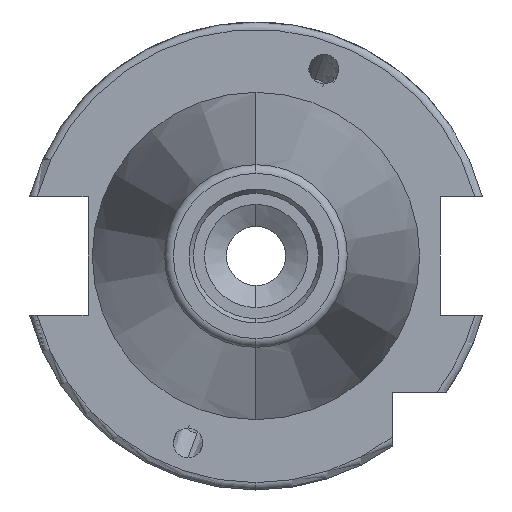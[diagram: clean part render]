
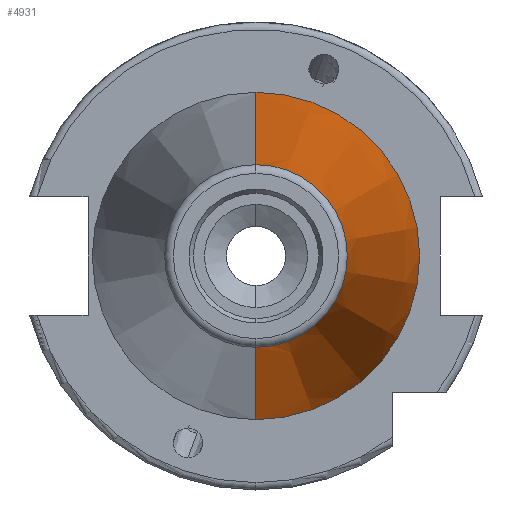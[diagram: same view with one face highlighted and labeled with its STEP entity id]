
A CAD part, left-side view. The second image highlights one B-rep face of the part: STEP entity #4931.
In plain terms, the highlighted conical face has half-angle 8.297 degrees and reference radius 22.225 mm.
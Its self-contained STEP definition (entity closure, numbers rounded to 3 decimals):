
#751 = DIRECTION ( 'NONE',  ( 0.99, 0., -0.144 ) ) ;
#752 = VECTOR ( 'NONE', #751, 1000. ) ;
#753 = CARTESIAN_POINT ( 'NONE',  ( 0., 0., -22.225 ) ) ;
#764 = LINE ( 'NONE', #753, #752 ) ;
#836 = DIRECTION ( 'NONE',  ( 0.99, 0., 0.144 ) ) ;
#837 = VECTOR ( 'NONE', #836, 1000. ) ;
#838 = CARTESIAN_POINT ( 'NONE',  ( 0., 0., 22.225 ) ) ;
#839 = LINE ( 'NONE', #838, #837 ) ;
#1133 = CARTESIAN_POINT ( 'NONE',  ( -67.373, 0., 12.4 ) ) ;
#1138 = CARTESIAN_POINT ( 'NONE',  ( -67.373, 0., -12.4 ) ) ;
#1169 = VERTEX_POINT ( 'NONE', #1138 ) ;
#1170 = VERTEX_POINT ( 'NONE', #1133 ) ;
#1185 = EDGE_CURVE ( 'NONE', #1169, #1170, #2092, .T. ) ;
#1353 = CARTESIAN_POINT ( 'NONE',  ( 0., 0., 22.225 ) ) ;
#2068 = AXIS2_PLACEMENT_3D ( 'NONE', #2104, #2076, #2089 ) ;
#2076 = DIRECTION ( 'NONE',  ( -1., 0., 0. ) ) ;
#2089 = DIRECTION ( 'NONE',  ( 0., 0., -1. ) ) ;
#2092 = CIRCLE ( 'NONE', #2068, 12.4 ) ;
#2104 = CARTESIAN_POINT ( 'NONE',  ( -67.373, 0., 0. ) ) ;
#2908 = AXIS2_PLACEMENT_3D ( 'NONE', #2910, #2924, #2917 ) ;
#2909 = FACE_OUTER_BOUND ( 'NONE', #4912, .T. ) ;
#2910 = CARTESIAN_POINT ( 'NONE',  ( 0., 0., 0. ) ) ;
#2913 = CONICAL_SURFACE ( 'NONE', #2908, 22.225, 0.145 ) ;
#2917 = DIRECTION ( 'NONE',  ( 0., 0., 1. ) ) ;
#2924 = DIRECTION ( 'NONE',  ( 1., 0., 0. ) ) ;
#2936 = CARTESIAN_POINT ( 'NONE',  ( 0., 0., -22.225 ) ) ;
#2939 = DIRECTION ( 'NONE',  ( 0., 0., -1. ) ) ;
#2940 = DIRECTION ( 'NONE',  ( -1., 0., 0. ) ) ;
#2941 = CARTESIAN_POINT ( 'NONE',  ( 0., 0., 0. ) ) ;
#2942 = AXIS2_PLACEMENT_3D ( 'NONE', #2941, #2940, #2939 ) ;
#2943 = CIRCLE ( 'NONE', #2942, 22.225 ) ;
#3834 = VERTEX_POINT ( 'NONE', #1353 ) ;
#4621 = ORIENTED_EDGE ( 'NONE', *, *, #4622, .T. ) ;
#4622 = EDGE_CURVE ( 'NONE', #1169, #4939, #764, .T. ) ;
#4628 = EDGE_CURVE ( 'NONE', #1170, #3834, #839, .T. ) ;
#4637 = ORIENTED_EDGE ( 'NONE', *, *, #4947, .T. ) ;
#4667 = ORIENTED_EDGE ( 'NONE', *, *, #4628, .F. ) ;
#4912 = EDGE_LOOP ( 'NONE', ( #5144, #4621, #4637, #4667 ) ) ;
#4931 = ADVANCED_FACE ( 'NONE', ( #2909 ), #2913, .T. ) ;
#4939 = VERTEX_POINT ( 'NONE', #2936 ) ;
#4947 = EDGE_CURVE ( 'NONE', #4939, #3834, #2943, .T. ) ;
#5144 = ORIENTED_EDGE ( 'NONE', *, *, #1185, .F. ) ;
